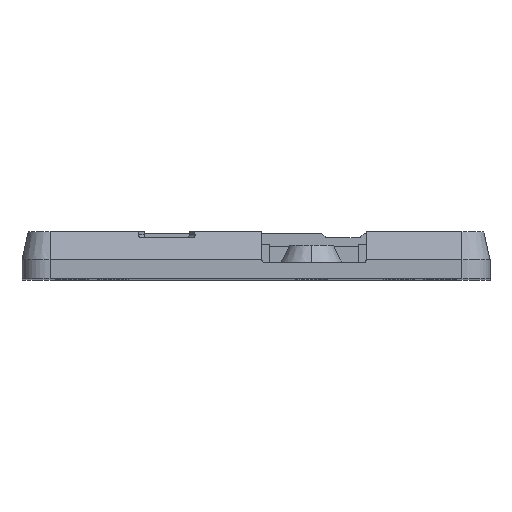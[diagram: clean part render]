
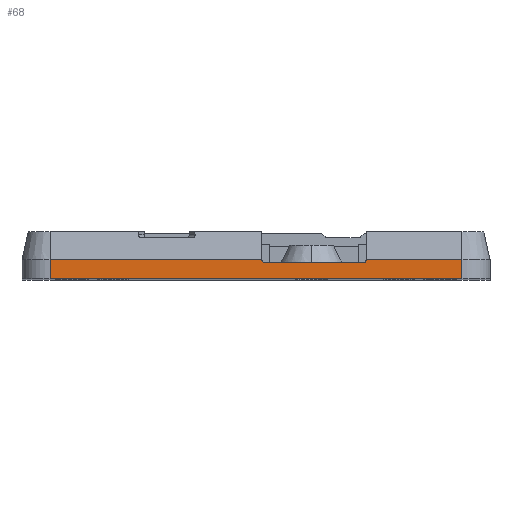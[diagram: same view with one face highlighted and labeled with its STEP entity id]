
A CAD part, top view. The second image highlights one B-rep face of the part: STEP entity #68.
In plain terms, the highlighted planar face has unit normal (0, 0, 1).
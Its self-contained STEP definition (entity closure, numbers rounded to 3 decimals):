
#68 = ADVANCED_FACE ( 'NONE', ( #3220 ), #1446, .F. ) ;
#69 = VERTEX_POINT ( 'NONE', #2441 ) ;
#132 = LINE ( 'NONE', #861, #759 ) ;
#133 = ORIENTED_EDGE ( 'NONE', *, *, #1312, .T. ) ;
#135 = CARTESIAN_POINT ( 'NONE',  ( 1.45, -2.92, 69.17 ) ) ;
#140 = DIRECTION ( 'NONE',  ( 1., 0., 0. ) ) ;
#167 = DIRECTION ( 'NONE',  ( 0., -1., 0. ) ) ;
#281 = VECTOR ( 'NONE', #140, 1000. ) ;
#288 = VERTEX_POINT ( 'NONE', #3097 ) ;
#366 = CARTESIAN_POINT ( 'NONE',  ( -33., 159.942, 69.17 ) ) ;
#371 = VECTOR ( 'NONE', #892, 1000. ) ;
#375 = LINE ( 'NONE', #910, #371 ) ;
#394 = DIRECTION ( 'NONE',  ( -1., 0., 0. ) ) ;
#464 = EDGE_CURVE ( 'NONE', #288, #1801, #785, .T. ) ;
#534 = CARTESIAN_POINT ( 'NONE',  ( 0., -5.5, 69.17 ) ) ;
#635 = EDGE_CURVE ( 'NONE', #874, #69, #2498, .T. ) ;
#684 = LINE ( 'NONE', #2003, #281 ) ;
#722 = CARTESIAN_POINT ( 'NONE',  ( 17.15, -2.92, 69.17 ) ) ;
#759 = VECTOR ( 'NONE', #1172, 1000. ) ;
#785 = CIRCLE ( 'NONE', #2683, 0.5 ) ;
#842 = EDGE_CURVE ( 'NONE', #2199, #1275, #375, .T. ) ;
#850 = EDGE_CURVE ( 'NONE', #874, #288, #2999, .T. ) ;
#853 = VERTEX_POINT ( 'NONE', #135 ) ;
#861 = CARTESIAN_POINT ( 'NONE',  ( -33., 159.942, 69.17 ) ) ;
#874 = VERTEX_POINT ( 'NONE', #2434 ) ;
#892 = DIRECTION ( 'NONE',  ( -1., 0., 0. ) ) ;
#910 = CARTESIAN_POINT ( 'NONE',  ( -33., -2.42, 69.17 ) ) ;
#983 = VECTOR ( 'NONE', #2613, 1000. ) ;
#995 = CARTESIAN_POINT ( 'NONE',  ( 33., 159.942, 69.17 ) ) ;
#1172 = DIRECTION ( 'NONE',  ( 0., -1., 0. ) ) ;
#1182 = DIRECTION ( 'NONE',  ( -1., 0., 0. ) ) ;
#1212 = DIRECTION ( 'NONE',  ( 0., 0., -1. ) ) ;
#1225 = CARTESIAN_POINT ( 'NONE',  ( 0.95, -2.42, 69.17 ) ) ;
#1275 = VERTEX_POINT ( 'NONE', #1701 ) ;
#1277 = ORIENTED_EDGE ( 'NONE', *, *, #850, .T. ) ;
#1312 = EDGE_CURVE ( 'NONE', #1275, #1925, #132, .T. ) ;
#1381 = CARTESIAN_POINT ( 'NONE',  ( -33., -5.5, 69.17 ) ) ;
#1393 = CARTESIAN_POINT ( 'NONE',  ( -33., -2.42, 69.17 ) ) ;
#1446 = PLANE ( 'NONE',  #2408 ) ;
#1455 = CARTESIAN_POINT ( 'NONE',  ( 17.15, -2.42, 69.17 ) ) ;
#1476 = ORIENTED_EDGE ( 'NONE', *, *, #1680, .F. ) ;
#1506 = CARTESIAN_POINT ( 'NONE',  ( 1.45, -2.42, 69.17 ) ) ;
#1515 = EDGE_LOOP ( 'NONE', ( #1277, #2769, #1476, #3136, #2584, #133, #2704, #2531 ) ) ;
#1518 = VECTOR ( 'NONE', #3017, 1000. ) ;
#1680 = EDGE_CURVE ( 'NONE', #853, #1801, #684, .T. ) ;
#1695 = VECTOR ( 'NONE', #167, 1000. ) ;
#1701 = CARTESIAN_POINT ( 'NONE',  ( -33., -2.42, 69.17 ) ) ;
#1801 = VERTEX_POINT ( 'NONE', #722 ) ;
#1924 = AXIS2_PLACEMENT_3D ( 'NONE', #1506, #1212, #3074 ) ;
#1925 = VERTEX_POINT ( 'NONE', #1381 ) ;
#1957 = EDGE_CURVE ( 'NONE', #1925, #69, #2918, .T. ) ;
#1986 = CIRCLE ( 'NONE', #1924, 0.5 ) ;
#2003 = CARTESIAN_POINT ( 'NONE',  ( -33., -2.92, 69.17 ) ) ;
#2174 = DIRECTION ( 'NONE',  ( 0., 0., -1. ) ) ;
#2199 = VERTEX_POINT ( 'NONE', #1225 ) ;
#2408 = AXIS2_PLACEMENT_3D ( 'NONE', #366, #2174, #1182 ) ;
#2434 = CARTESIAN_POINT ( 'NONE',  ( 33., -2.42, 69.17 ) ) ;
#2441 = CARTESIAN_POINT ( 'NONE',  ( 33., -5.5, 69.17 ) ) ;
#2498 = LINE ( 'NONE', #995, #1695 ) ;
#2531 = ORIENTED_EDGE ( 'NONE', *, *, #635, .F. ) ;
#2584 = ORIENTED_EDGE ( 'NONE', *, *, #842, .T. ) ;
#2613 = DIRECTION ( 'NONE',  ( 1., 0., 0. ) ) ;
#2683 = AXIS2_PLACEMENT_3D ( 'NONE', #1455, #2694, #394 ) ;
#2694 = DIRECTION ( 'NONE',  ( 0., 0., -1. ) ) ;
#2704 = ORIENTED_EDGE ( 'NONE', *, *, #1957, .T. ) ;
#2769 = ORIENTED_EDGE ( 'NONE', *, *, #464, .T. ) ;
#2918 = LINE ( 'NONE', #534, #983 ) ;
#2999 = LINE ( 'NONE', #1393, #1518 ) ;
#3017 = DIRECTION ( 'NONE',  ( -1., 0., 0. ) ) ;
#3074 = DIRECTION ( 'NONE',  ( -1., 0., 0. ) ) ;
#3097 = CARTESIAN_POINT ( 'NONE',  ( 17.65, -2.42, 69.17 ) ) ;
#3136 = ORIENTED_EDGE ( 'NONE', *, *, #3262, .T. ) ;
#3220 = FACE_OUTER_BOUND ( 'NONE', #1515, .T. ) ;
#3262 = EDGE_CURVE ( 'NONE', #853, #2199, #1986, .T. ) ;
